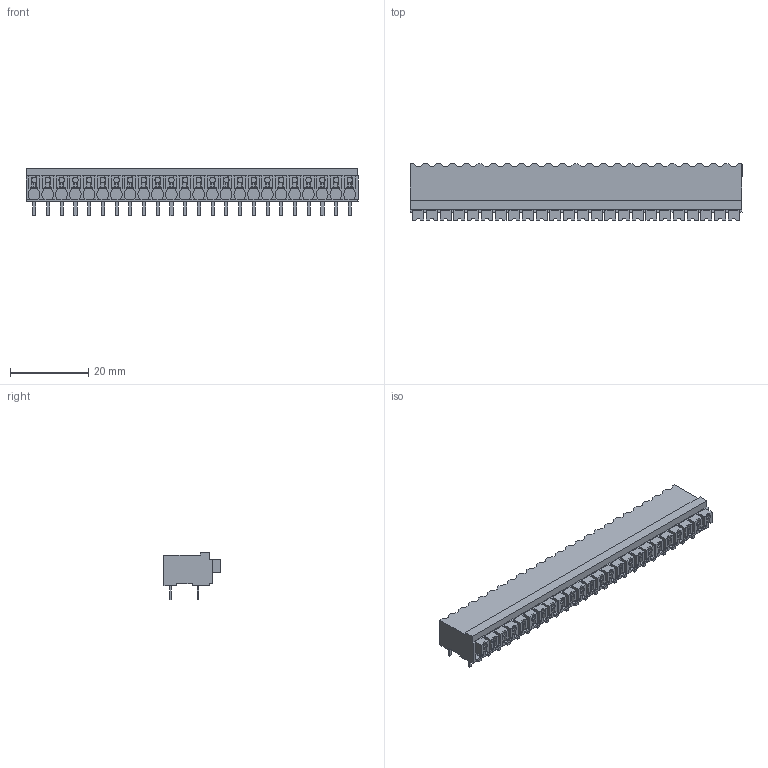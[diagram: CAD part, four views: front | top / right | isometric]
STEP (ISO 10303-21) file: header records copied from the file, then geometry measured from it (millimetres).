
FILE_DESCRIPTION(('CATIA V5 STEP Exchange','CAx-IF Rec.Pracs.--- Model Styling and Organization---1.2---2011-12-15'),'2;1');
FILE_NAME ('D1457903_0', '2018-03-15T05:31:02+00:00', ('none'), ('Weidmueller'), 'CATIA Version 5-6 Release 2014', 'CATIA V5 STEP AP214', 'none');
FILE_SCHEMA(('AUTOMOTIVE_DESIGN { 1 0 10303 214 1 1 1 1 }'));
Length unit declared in the file: millimetre
Products named in the file (1): 1870490000
Bounding box: 84.7 x 14.3 x 12 mm (x, y, z)
Volume: 7207.3 mm3; surface area: 6980.1 mm2
Topology: 73 solids, 73 shells, 1840 faces, 5192 edges, 3474 vertices
Faces by surface type: plane 1552, cylinder 288
Entity records: 53750 total; most frequent: ORIENTED_EDGE 10384, CARTESIAN_POINT 10361, DIRECTION 6660, EDGE_CURVE 5192, VECTOR 4592, LINE 4592, VERTEX_POINT 3474, EDGE_LOOP 1864
